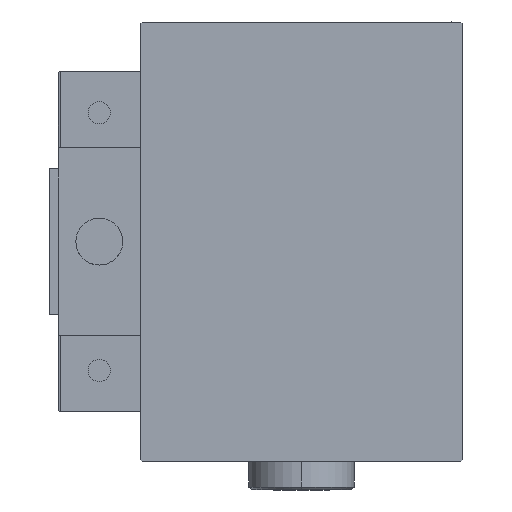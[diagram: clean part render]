
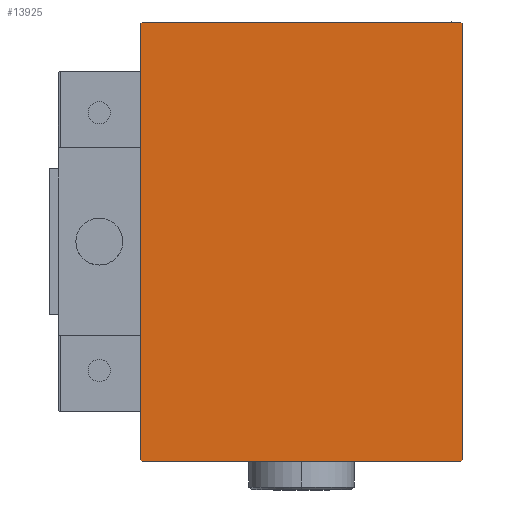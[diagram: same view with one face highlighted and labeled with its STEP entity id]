
A CAD part, left-side view. The second image highlights one B-rep face of the part: STEP entity #13925.
In plain terms, the highlighted face is planar.
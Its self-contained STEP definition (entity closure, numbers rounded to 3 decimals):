
#1256 = CARTESIAN_POINT ( 'NONE',  ( 135., -32.35, -32.35 ) ) ;
#1337 = VECTOR ( 'NONE', #43434, 1000. ) ;
#3502 = VECTOR ( 'NONE', #19582, 1000. ) ;
#3972 = VERTEX_POINT ( 'NONE', #11504 ) ;
#4568 = VERTEX_POINT ( 'NONE', #13966 ) ;
#5753 = VECTOR ( 'NONE', #11899, 1000. ) ;
#7838 = LINE ( 'NONE', #20136, #28359 ) ;
#8767 = LINE ( 'NONE', #1256, #20046 ) ;
#9988 = EDGE_CURVE ( 'NONE', #3972, #52504, #11019, .T. ) ;
#11019 = LINE ( 'NONE', #31331, #3502 ) ;
#11114 = LINE ( 'NONE', #27431, #5753 ) ;
#11504 = CARTESIAN_POINT ( 'NONE',  ( 135., 27.5, -37.2 ) ) ;
#11899 = DIRECTION ( 'NONE',  ( 0., 0., -1. ) ) ;
#12197 = AXIS2_PLACEMENT_3D ( 'NONE', #18717, #42274, #47061 ) ;
#12958 = EDGE_CURVE ( 'NONE', #52504, #22990, #7838, .T. ) ;
#13925 = ADVANCED_FACE ( 'NONE', ( #17678 ), #33990, .T. ) ;
#13966 = CARTESIAN_POINT ( 'NONE',  ( 135., -27.5, 37.2 ) ) ;
#13973 = CARTESIAN_POINT ( 'NONE',  ( 135., 27.5, 37.5 ) ) ;
#17587 = DIRECTION ( 'NONE',  ( 0., 0.707, -0.707 ) ) ;
#17678 = FACE_OUTER_BOUND ( 'NONE', #22201, .T. ) ;
#17950 = ORIENTED_EDGE ( 'NONE', *, *, #45457, .T. ) ;
#18717 = CARTESIAN_POINT ( 'NONE',  ( 135., 0., 0. ) ) ;
#19078 = ORIENTED_EDGE ( 'NONE', *, *, #9988, .T. ) ;
#19582 = DIRECTION ( 'NONE',  ( 0., 0., 1. ) ) ;
#20046 = VECTOR ( 'NONE', #17587, 1000. ) ;
#20124 = CARTESIAN_POINT ( 'NONE',  ( 135., 32.35, -32.35 ) ) ;
#20136 = CARTESIAN_POINT ( 'NONE',  ( 135., 32.35, 32.35 ) ) ;
#20963 = DIRECTION ( 'NONE',  ( 0., -1., 0. ) ) ;
#21224 = VECTOR ( 'NONE', #32421, 1000. ) ;
#22201 = EDGE_LOOP ( 'NONE', ( #23050, #51028, #19078, #36648, #17950, #50827, #38064, #42112 ) ) ;
#22302 = CARTESIAN_POINT ( 'NONE',  ( 135., -27.2, 37.5 ) ) ;
#22990 = VERTEX_POINT ( 'NONE', #39479 ) ;
#23050 = ORIENTED_EDGE ( 'NONE', *, *, #24251, .T. ) ;
#23688 = LINE ( 'NONE', #48568, #51859 ) ;
#24251 = EDGE_CURVE ( 'NONE', #36563, #34642, #27111, .T. ) ;
#27111 = LINE ( 'NONE', #31104, #1337 ) ;
#27431 = CARTESIAN_POINT ( 'NONE',  ( 135., -27.5, 37.5 ) ) ;
#28188 = EDGE_CURVE ( 'NONE', #4568, #34586, #11114, .T. ) ;
#28359 = VECTOR ( 'NONE', #40215, 1000. ) ;
#28588 = CARTESIAN_POINT ( 'NONE',  ( 135., 27.5, 37.2 ) ) ;
#29502 = LINE ( 'NONE', #13973, #34800 ) ;
#31104 = CARTESIAN_POINT ( 'NONE',  ( 135., -27.5, -37.5 ) ) ;
#31331 = CARTESIAN_POINT ( 'NONE',  ( 135., 27.5, -37.5 ) ) ;
#32421 = DIRECTION ( 'NONE',  ( 0., 0.707, 0.707 ) ) ;
#33990 = PLANE ( 'NONE',  #12197 ) ;
#34586 = VERTEX_POINT ( 'NONE', #39493 ) ;
#34642 = VERTEX_POINT ( 'NONE', #45868 ) ;
#34800 = VECTOR ( 'NONE', #20963, 1000. ) ;
#34841 = VERTEX_POINT ( 'NONE', #22302 ) ;
#35445 = EDGE_CURVE ( 'NONE', #34586, #36563, #8767, .T. ) ;
#35471 = DIRECTION ( 'NONE',  ( 0., -0.707, -0.707 ) ) ;
#36563 = VERTEX_POINT ( 'NONE', #45882 ) ;
#36648 = ORIENTED_EDGE ( 'NONE', *, *, #12958, .T. ) ;
#38064 = ORIENTED_EDGE ( 'NONE', *, *, #28188, .T. ) ;
#39479 = CARTESIAN_POINT ( 'NONE',  ( 135., 27.2, 37.5 ) ) ;
#39493 = CARTESIAN_POINT ( 'NONE',  ( 135., -27.5, -37.2 ) ) ;
#39934 = LINE ( 'NONE', #20124, #21224 ) ;
#40215 = DIRECTION ( 'NONE',  ( 0., -0.707, 0.707 ) ) ;
#40638 = EDGE_CURVE ( 'NONE', #34841, #4568, #23688, .T. ) ;
#42112 = ORIENTED_EDGE ( 'NONE', *, *, #35445, .T. ) ;
#42274 = DIRECTION ( 'NONE',  ( 1., 0., 0. ) ) ;
#43434 = DIRECTION ( 'NONE',  ( 0., 1., 0. ) ) ;
#45457 = EDGE_CURVE ( 'NONE', #22990, #34841, #29502, .T. ) ;
#45868 = CARTESIAN_POINT ( 'NONE',  ( 135., 27.2, -37.5 ) ) ;
#45882 = CARTESIAN_POINT ( 'NONE',  ( 135., -27.2, -37.5 ) ) ;
#47061 = DIRECTION ( 'NONE',  ( 0., 0., -1. ) ) ;
#47806 = EDGE_CURVE ( 'NONE', #34642, #3972, #39934, .T. ) ;
#48568 = CARTESIAN_POINT ( 'NONE',  ( 135., -32.35, 32.35 ) ) ;
#50827 = ORIENTED_EDGE ( 'NONE', *, *, #40638, .T. ) ;
#51028 = ORIENTED_EDGE ( 'NONE', *, *, #47806, .T. ) ;
#51859 = VECTOR ( 'NONE', #35471, 1000. ) ;
#52504 = VERTEX_POINT ( 'NONE', #28588 ) ;
